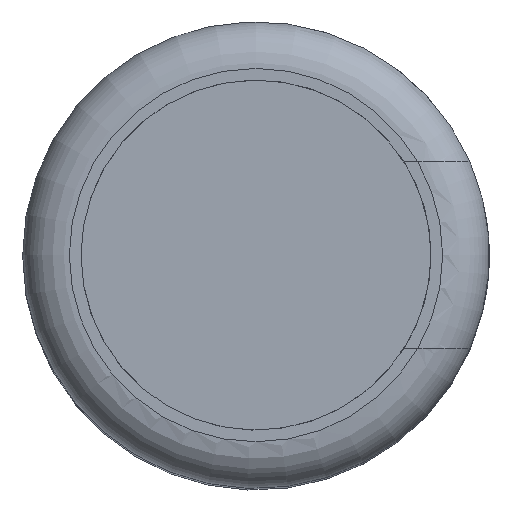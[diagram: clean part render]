
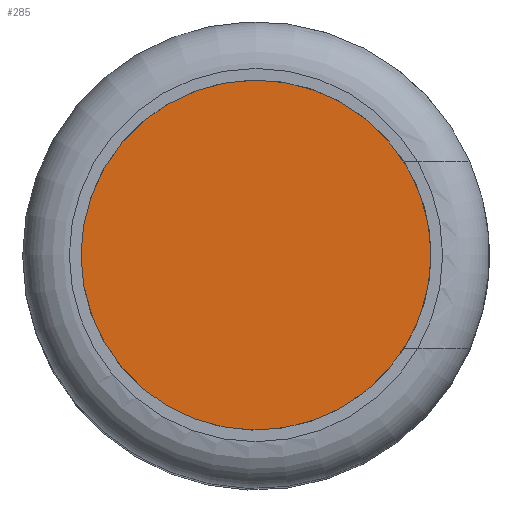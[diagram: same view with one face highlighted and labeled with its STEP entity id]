
A CAD part, top view. The second image highlights one B-rep face of the part: STEP entity #285.
In plain terms, the highlighted planar face has unit normal (0, 0, 1).
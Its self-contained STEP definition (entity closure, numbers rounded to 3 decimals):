
#285=ADVANCED_FACE('',(#647),#649,.T.);
#647=FACE_BOUND('',#648,.T.);
#648=EDGE_LOOP('',(#911));
#649=PLANE('',#650);
#650=AXIS2_PLACEMENT_3D('',#651,#652,#653);
#651=CARTESIAN_POINT('',(0.,0.,12.3));
#652=DIRECTION('',(0.,-0.,1.));
#653=DIRECTION('',(1.,0.,0.));
#911=ORIENTED_EDGE('',*,*,#1030,.T.);
#1030=EDGE_CURVE('',#1153,#1153,#1154,.T.);
#1153=VERTEX_POINT('',#1554);
#1154=CIRCLE('',#1555,2.063);
#1554=CARTESIAN_POINT('',(2.063,0.,12.3));
#1555=AXIS2_PLACEMENT_3D('',#1556,#1557,#1558);
#1556=CARTESIAN_POINT('',(0.,0.,12.3));
#1557=DIRECTION('',(0.,-0.,1.));
#1558=DIRECTION('',(1.,0.,0.));
